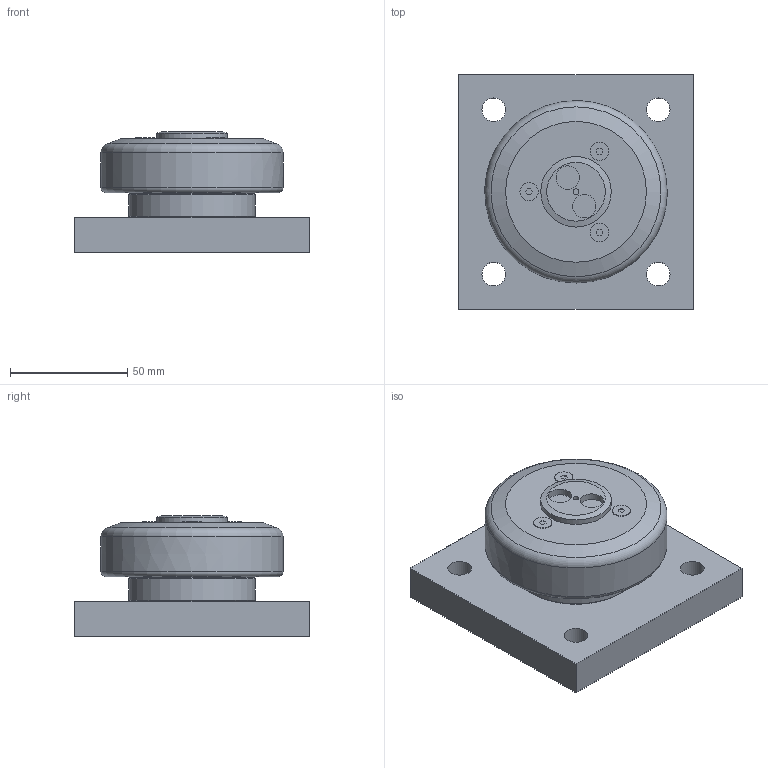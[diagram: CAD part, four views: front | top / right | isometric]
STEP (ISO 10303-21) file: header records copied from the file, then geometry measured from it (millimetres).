
FILE_DESCRIPTION(/* description */ ('-','CAx-IF Rec.Pracs.---Representation and Presentation of Product Manufacturing Information (PMI)---4.0---2014-10-13'),/* implementation_level */ '2;1');
FILE_NAME(/* name */ 'a825a1f1-4a1b-4167-8436-7f349e22d61a.stp',/* time_stamp */ '2020-04-01T16:31:53+02:00',/* author */ ('-'),/* organization */ ('NTI CADcenter A/S'),/* preprocessor_version */ 'ST-DEVELOPER v18',/* originating_system */ 'Autodesk Inventor 2020',/* authorisation */ '-');
FILE_SCHEMA (('AP242_MANAGED_MODEL_BASED_3D_ENGINEERING_MIM_LF { 1 0 10303 442 1 1 4 }'));
Length unit declared in the file: millimetre
Products named in the file (1): TR 080.0368 BQ1000_Kontur
Bounding box: 100 x 100 x 51.5 mm (x, y, z)
Volume: 271755.6 mm3; surface area: 40131.2 mm2
Topology: 1 solids, 1 shells, 69 faces, 174 edges, 122 vertices
Faces by surface type: plane 40, cylinder 19, cone 7, torus 2, bspline 1
Full cylindrical faces by diameter (mm): 2.5 x2, 3 x1, 4.917 x2, 7.8 x3, 10 x2, 10.106 x4, 30 x1, 40 x1, 52 x1, 54 x1
Entity records: 2254 total; most frequent: CARTESIAN_POINT 453, DIRECTION 382, ORIENTED_EDGE 346, EDGE_CURVE 173, AXIS2_PLACEMENT_3D 145, VERTEX_POINT 122, EDGE_LOOP 93, LINE 92
